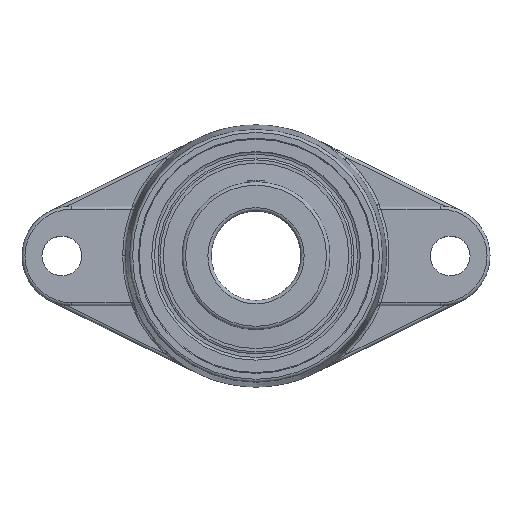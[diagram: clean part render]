
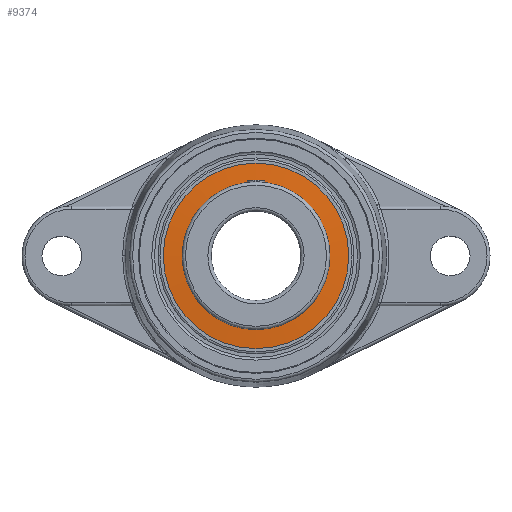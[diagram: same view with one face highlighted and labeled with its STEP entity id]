
A CAD part, top view. The second image highlights one B-rep face of the part: STEP entity #9374.
In plain terms, the highlighted conical face has half-angle 86.076 degrees and reference radius 24.305 mm.
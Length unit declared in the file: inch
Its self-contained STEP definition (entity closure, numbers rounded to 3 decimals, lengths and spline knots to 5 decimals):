
#9310=CARTESIAN_POINT('',(0.3345,-1.1,0.));
#9311=VERTEX_POINT('',#9310);
#9321=CARTESIAN_POINT('',(0.3345,1.1,0.));
#9322=VERTEX_POINT('',#9321);
#9323=CARTESIAN_POINT('',(0.3345,0.,0.));
#9324=DIRECTION('',(1.,0.,0.));
#9325=DIRECTION('',(0.,1.,-0.));
#9326=AXIS2_PLACEMENT_3D('',#9323,#9324,#9325);
#9327=CIRCLE('',#9326,1.1);
#9328=EDGE_CURVE('',#9322,#9311,#9327,.T.);
#9330=CARTESIAN_POINT('',(0.3345,0.,0.));
#9331=DIRECTION('',(1.,0.,0.));
#9332=DIRECTION('',(0.,1.,-0.));
#9333=AXIS2_PLACEMENT_3D('',#9330,#9331,#9332);
#9334=CIRCLE('',#9333,1.1);
#9335=EDGE_CURVE('',#9311,#9322,#9334,.T.);
#9340=CARTESIAN_POINT('',(0.34432,0.,0.));
#9341=DIRECTION('',(-1.,0.,-0.));
#9342=DIRECTION('',(0.,1.,-0.));
#9343=AXIS2_PLACEMENT_3D('',#9340,#9341,#9342);
#9344=CONICAL_SURFACE('',#9343,0.95688,86.076);
#9345=CARTESIAN_POINT('',(0.35413,-0.81375,-0.));
#9346=VERTEX_POINT('',#9345);
#9347=CARTESIAN_POINT('',(0.35413,-0.81375,-0.));
#9348=DIRECTION('',(-0.068,-0.998,-0.));
#9349=VECTOR('',#9348,0.28692);
#9350=LINE('',#9347,#9349);
#9351=EDGE_CURVE('',#9346,#9311,#9350,.T.);
#9352=ORIENTED_EDGE('',*,*,#9351,.T.);
#9353=ORIENTED_EDGE('',*,*,#9335,.T.);
#9354=ORIENTED_EDGE('',*,*,#9328,.T.);
#9355=ORIENTED_EDGE('',*,*,#9351,.F.);
#9356=CARTESIAN_POINT('',(0.35413,0.81375,0.));
#9357=VERTEX_POINT('',#9356);
#9358=CARTESIAN_POINT('',(0.35413,0.,0.));
#9359=DIRECTION('',(1.,0.,0.));
#9360=DIRECTION('',(0.,1.,-0.));
#9361=AXIS2_PLACEMENT_3D('',#9358,#9359,#9360);
#9362=CIRCLE('',#9361,0.81375);
#9363=EDGE_CURVE('',#9357,#9346,#9362,.T.);
#9364=ORIENTED_EDGE('',*,*,#9363,.F.);
#9365=CARTESIAN_POINT('',(0.35413,0.,0.));
#9366=DIRECTION('',(1.,0.,0.));
#9367=DIRECTION('',(0.,1.,-0.));
#9368=AXIS2_PLACEMENT_3D('',#9365,#9366,#9367);
#9369=CIRCLE('',#9368,0.81375);
#9370=EDGE_CURVE('',#9346,#9357,#9369,.T.);
#9371=ORIENTED_EDGE('',*,*,#9370,.F.);
#9372=EDGE_LOOP('',(#9352,#9353,#9354,#9355,#9364,#9371));
#9373=FACE_BOUND('',#9372,.T.);
#9374=ADVANCED_FACE('',(#9373),#9344,.T.);
